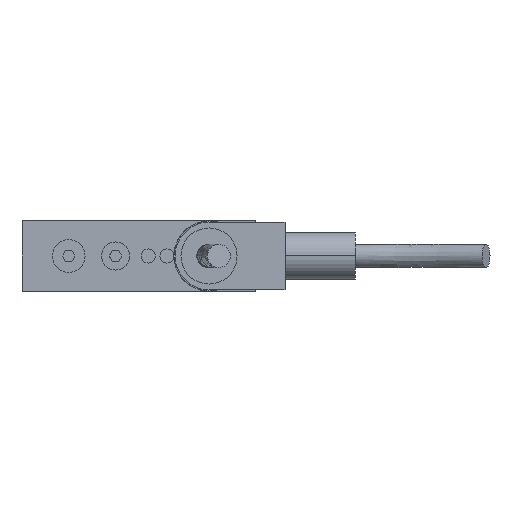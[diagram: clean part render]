
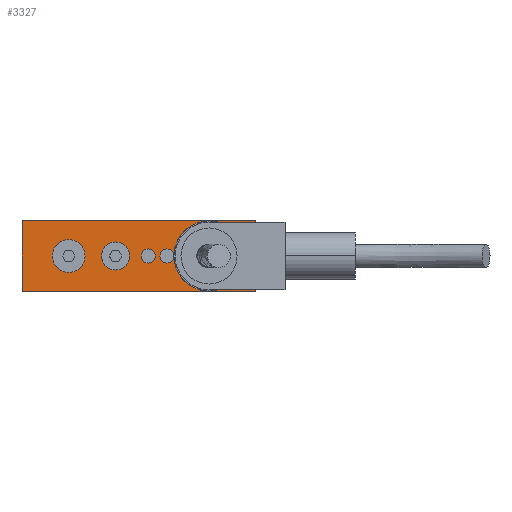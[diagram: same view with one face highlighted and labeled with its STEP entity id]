
A CAD part, left-side view. The second image highlights one B-rep face of the part: STEP entity #3327.
In plain terms, the highlighted planar face has unit normal (-1, 0, 0).
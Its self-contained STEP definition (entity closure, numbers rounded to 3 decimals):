
#216=CARTESIAN_POINT('',(-2.88,-24.293,6.5));
#217=VERTEX_POINT('',#216);
#233=CARTESIAN_POINT('',(-2.88,-24.293,8.5));
#234=VERTEX_POINT('',#233);
#241=CARTESIAN_POINT('',(-2.88,-24.293,7.5));
#242=DIRECTION('',(1.0,0.0,0.0));
#243=DIRECTION('',(0.0,0.0,-1.0));
#244=AXIS2_PLACEMENT_3D('',#241,#242,#243);
#245=CIRCLE('',#244,1.);
#246=EDGE_CURVE('',#217,#234,#245,.T.);
#484=CARTESIAN_POINT('',(-2.88,5.707,4.));
#485=VERTEX_POINT('',#484);
#501=CARTESIAN_POINT('',(-2.88,5.707,11.0));
#502=VERTEX_POINT('',#501);
#509=CARTESIAN_POINT('',(-2.88,5.707,7.5));
#510=DIRECTION('',(1.0,0.0,0.0));
#511=DIRECTION('',(0.0,0.0,-1.0));
#512=AXIS2_PLACEMENT_3D('',#509,#510,#511);
#513=CIRCLE('',#512,3.5);
#514=EDGE_CURVE('',#485,#502,#513,.T.);
#568=CARTESIAN_POINT('',(-2.88,-4.293,4.5));
#569=VERTEX_POINT('',#568);
#585=CARTESIAN_POINT('',(-2.88,-4.293,10.5));
#586=VERTEX_POINT('',#585);
#593=CARTESIAN_POINT('',(-2.88,-4.293,7.5));
#594=DIRECTION('',(1.0,0.0,0.0));
#595=DIRECTION('',(0.0,0.0,-1.0));
#596=AXIS2_PLACEMENT_3D('',#593,#594,#595);
#597=CIRCLE('',#596,3.);
#598=EDGE_CURVE('',#569,#586,#597,.T.);
#652=CARTESIAN_POINT('',(-2.88,-15.293,6.0));
#653=VERTEX_POINT('',#652);
#669=CARTESIAN_POINT('',(-2.88,-15.293,9.0));
#670=VERTEX_POINT('',#669);
#677=CARTESIAN_POINT('',(-2.88,-15.293,7.5));
#678=DIRECTION('',(1.0,0.0,0.0));
#679=DIRECTION('',(0.0,0.0,-1.0));
#680=AXIS2_PLACEMENT_3D('',#677,#678,#679);
#681=CIRCLE('',#680,1.5);
#682=EDGE_CURVE('',#653,#670,#681,.T.);
#694=CARTESIAN_POINT('',(-2.88,-11.293,6.0));
#695=VERTEX_POINT('',#694);
#711=CARTESIAN_POINT('',(-2.88,-11.293,9.0));
#712=VERTEX_POINT('',#711);
#719=CARTESIAN_POINT('',(-2.88,-11.293,7.5));
#720=DIRECTION('',(1.0,0.0,0.0));
#721=DIRECTION('',(0.0,0.0,-1.0));
#722=AXIS2_PLACEMENT_3D('',#719,#720,#721);
#723=CIRCLE('',#722,1.5);
#724=EDGE_CURVE('',#695,#712,#723,.T.);
#3132=CARTESIAN_POINT('',(-2.88,-11.293,7.5));
#3133=DIRECTION('',(1.0,0.0,0.0));
#3134=DIRECTION('',(0.0,0.0,-1.0));
#3135=AXIS2_PLACEMENT_3D('',#3132,#3133,#3134);
#3136=CIRCLE('',#3135,1.5);
#3137=EDGE_CURVE('',#712,#695,#3136,.T.);
#3166=CARTESIAN_POINT('',(-2.88,-15.293,7.5));
#3167=DIRECTION('',(1.0,0.0,0.0));
#3168=DIRECTION('',(0.0,0.0,-1.0));
#3169=AXIS2_PLACEMENT_3D('',#3166,#3167,#3168);
#3170=CIRCLE('',#3169,1.5);
#3171=EDGE_CURVE('',#670,#653,#3170,.T.);
#3224=CARTESIAN_POINT('',(-2.88,-4.293,7.5));
#3225=DIRECTION('',(1.0,0.0,0.0));
#3226=DIRECTION('',(0.0,0.0,-1.0));
#3227=AXIS2_PLACEMENT_3D('',#3224,#3225,#3226);
#3228=CIRCLE('',#3227,3.);
#3229=EDGE_CURVE('',#586,#569,#3228,.T.);
#3256=CARTESIAN_POINT('',(-2.88,-34.293,0.0));
#3257=DIRECTION('',(-1.0,0.0,0.0));
#3258=DIRECTION('',(0.0,0.0,1.0));
#3259=AXIS2_PLACEMENT_3D('',#3256,#3257,#3258);
#3260=PLANE('',#3259);
#3261=CARTESIAN_POINT('',(-2.88,-34.293,15.0));
#3262=VERTEX_POINT('',#3261);
#3263=CARTESIAN_POINT('',(-2.88,15.707,15.0));
#3264=VERTEX_POINT('',#3263);
#3265=CARTESIAN_POINT('',(-2.88,-34.293,15.0));
#3266=DIRECTION('',(0.0,1.0,0.0));
#3267=VECTOR('',#3266,50.0);
#3268=LINE('',#3265,#3267);
#3269=EDGE_CURVE('',#3262,#3264,#3268,.T.);
#3270=ORIENTED_EDGE('',*,*,#3269,.T.);
#3271=CARTESIAN_POINT('',(-2.88,15.707,0.0));
#3272=VERTEX_POINT('',#3271);
#3273=CARTESIAN_POINT('',(-2.88,15.707,0.0));
#3274=DIRECTION('',(0.0,0.0,1.0));
#3275=VECTOR('',#3274,15.0);
#3276=LINE('',#3273,#3275);
#3277=EDGE_CURVE('',#3272,#3264,#3276,.T.);
#3278=ORIENTED_EDGE('',*,*,#3277,.F.);
#3279=CARTESIAN_POINT('',(-2.88,-34.293,0.0));
#3280=VERTEX_POINT('',#3279);
#3281=CARTESIAN_POINT('',(-2.88,-34.293,0.0));
#3282=DIRECTION('',(0.0,1.0,0.0));
#3283=VECTOR('',#3282,50.0);
#3284=LINE('',#3281,#3283);
#3285=EDGE_CURVE('',#3280,#3272,#3284,.T.);
#3286=ORIENTED_EDGE('',*,*,#3285,.F.);
#3287=CARTESIAN_POINT('',(-2.88,-34.293,0.0));
#3288=DIRECTION('',(0.0,0.0,1.0));
#3289=VECTOR('',#3288,15.0);
#3290=LINE('',#3287,#3289);
#3291=EDGE_CURVE('',#3280,#3262,#3290,.T.);
#3292=ORIENTED_EDGE('',*,*,#3291,.T.);
#3293=EDGE_LOOP('',(#3270,#3278,#3286,#3292));
#3294=FACE_OUTER_BOUND('',#3293,.T.);
#3295=ORIENTED_EDGE('',*,*,#3137,.T.);
#3296=ORIENTED_EDGE('',*,*,#724,.T.);
#3297=EDGE_LOOP('',(#3295,#3296));
#3298=FACE_BOUND('',#3297,.T.);
#3299=ORIENTED_EDGE('',*,*,#3171,.T.);
#3300=ORIENTED_EDGE('',*,*,#682,.T.);
#3301=EDGE_LOOP('',(#3299,#3300));
#3302=FACE_BOUND('',#3301,.T.);
#3303=CARTESIAN_POINT('',(-2.88,-24.293,7.5));
#3304=DIRECTION('',(1.0,0.0,0.0));
#3305=DIRECTION('',(0.0,0.0,-1.0));
#3306=AXIS2_PLACEMENT_3D('',#3303,#3304,#3305);
#3307=CIRCLE('',#3306,1.);
#3308=EDGE_CURVE('',#234,#217,#3307,.T.);
#3309=ORIENTED_EDGE('',*,*,#3308,.T.);
#3310=ORIENTED_EDGE('',*,*,#246,.T.);
#3311=EDGE_LOOP('',(#3309,#3310));
#3312=FACE_BOUND('',#3311,.T.);
#3313=CARTESIAN_POINT('',(-2.88,5.707,7.5));
#3314=DIRECTION('',(1.0,0.0,0.0));
#3315=DIRECTION('',(0.0,0.0,-1.0));
#3316=AXIS2_PLACEMENT_3D('',#3313,#3314,#3315);
#3317=CIRCLE('',#3316,3.5);
#3318=EDGE_CURVE('',#502,#485,#3317,.T.);
#3319=ORIENTED_EDGE('',*,*,#3318,.T.);
#3320=ORIENTED_EDGE('',*,*,#514,.T.);
#3321=EDGE_LOOP('',(#3319,#3320));
#3322=FACE_BOUND('',#3321,.T.);
#3323=ORIENTED_EDGE('',*,*,#3229,.T.);
#3324=ORIENTED_EDGE('',*,*,#598,.T.);
#3325=EDGE_LOOP('',(#3323,#3324));
#3326=FACE_BOUND('',#3325,.T.);
#3327=ADVANCED_FACE('',(#3294,#3298,#3302,#3312,#3322,#3326),#3260,.T.);
